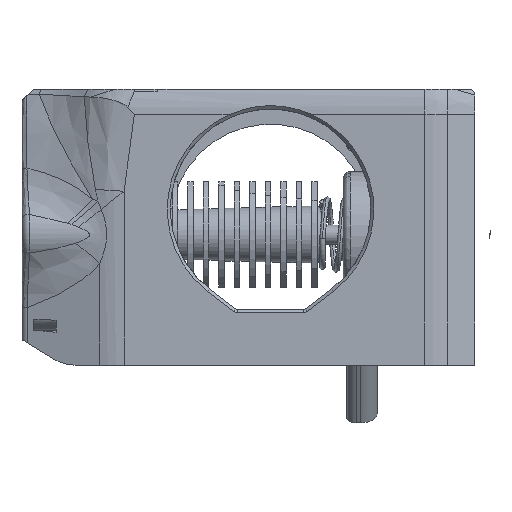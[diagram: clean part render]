
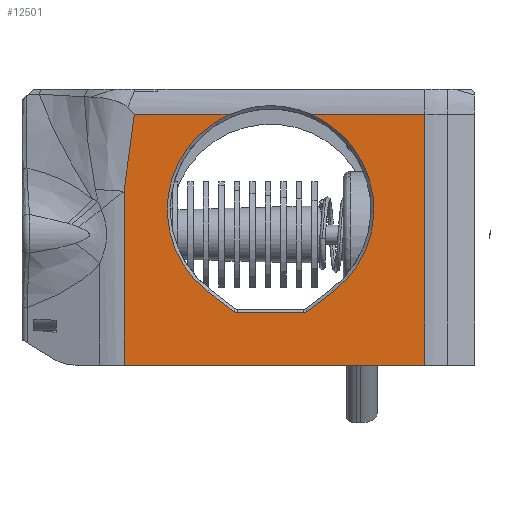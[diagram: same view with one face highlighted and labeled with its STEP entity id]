
A CAD part, left-side view. The second image highlights one B-rep face of the part: STEP entity #12501.
In plain terms, the highlighted planar face has unit normal (-1, 0, 0).
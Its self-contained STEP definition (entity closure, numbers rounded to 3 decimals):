
#592=PLANE('',#13667);
#1369=LINE('',#31306,#2049);
#1384=LINE('',#31605,#2064);
#1385=LINE('',#31610,#2065);
#1386=LINE('',#31634,#2066);
#1387=LINE('',#31636,#2067);
#1388=LINE('',#31640,#2068);
#1389=LINE('',#31644,#2069);
#1390=LINE('',#31648,#2070);
#2049=VECTOR('',#16151,1000.);
#2064=VECTOR('',#16192,1000.);
#2065=VECTOR('',#16197,1000.);
#2066=VECTOR('',#16198,1000.);
#2067=VECTOR('',#16199,1000.);
#2068=VECTOR('',#16202,1000.);
#2069=VECTOR('',#16205,1000.);
#2070=VECTOR('',#16208,1000.);
#2687=FACE_OUTER_BOUND('',#3527,.T.);
#3527=EDGE_LOOP('',(#10364,#10365,#10366,#10367,#10368,#10369,#10370,#10371,
#10372,#10373,#10374,#10375,#10376));
#4328=CIRCLE('',#13668,13.65);
#4329=CIRCLE('',#13669,0.8);
#4330=CIRCLE('',#13670,0.8);
#4331=CIRCLE('',#13671,13.65);
#4851=B_SPLINE_CURVE_WITH_KNOTS('',3,(#31612,#31613,#31614,#31615,#31616,
#31617,#31618,#31619,#31620,#31621,#31622,#31623,#31624,#31625,#31626,#31627,
#31628,#31629,#31630,#31631,#31632,#31633),.UNSPECIFIED.,.F.,.F.,(4,3,3,
3,3,3,3,4),(0.004,0.008,0.009,
0.009,0.011,0.012,0.012,
0.015),.UNSPECIFIED.);
#5981=VERTEX_POINT('',#31304);
#5982=VERTEX_POINT('',#31305);
#6016=VERTEX_POINT('',#31604);
#6017=VERTEX_POINT('',#31608);
#6018=VERTEX_POINT('',#31609);
#6019=VERTEX_POINT('',#31611);
#6020=VERTEX_POINT('',#31635);
#6021=VERTEX_POINT('',#31637);
#6022=VERTEX_POINT('',#31639);
#6023=VERTEX_POINT('',#31641);
#6024=VERTEX_POINT('',#31643);
#6025=VERTEX_POINT('',#31645);
#6026=VERTEX_POINT('',#31647);
#7528=EDGE_CURVE('',#5981,#5982,#1369,.T.);
#7577=EDGE_CURVE('',#5981,#6016,#1384,.T.);
#7579=EDGE_CURVE('',#6017,#6018,#1385,.T.);
#7580=EDGE_CURVE('',#6018,#6019,#4851,.T.);
#7581=EDGE_CURVE('',#5982,#6019,#1386,.T.);
#7582=EDGE_CURVE('',#6016,#6020,#1387,.T.);
#7583=EDGE_CURVE('',#6020,#6021,#4328,.T.);
#7584=EDGE_CURVE('',#6021,#6022,#1388,.T.);
#7585=EDGE_CURVE('',#6022,#6023,#4329,.T.);
#7586=EDGE_CURVE('',#6023,#6024,#1389,.T.);
#7587=EDGE_CURVE('',#6024,#6025,#4330,.T.);
#7588=EDGE_CURVE('',#6025,#6026,#1390,.T.);
#7589=EDGE_CURVE('',#6026,#6017,#4331,.T.);
#10364=ORIENTED_EDGE('',*,*,#7579,.T.);
#10365=ORIENTED_EDGE('',*,*,#7580,.T.);
#10366=ORIENTED_EDGE('',*,*,#7581,.F.);
#10367=ORIENTED_EDGE('',*,*,#7528,.F.);
#10368=ORIENTED_EDGE('',*,*,#7577,.T.);
#10369=ORIENTED_EDGE('',*,*,#7582,.T.);
#10370=ORIENTED_EDGE('',*,*,#7583,.T.);
#10371=ORIENTED_EDGE('',*,*,#7584,.T.);
#10372=ORIENTED_EDGE('',*,*,#7585,.T.);
#10373=ORIENTED_EDGE('',*,*,#7586,.T.);
#10374=ORIENTED_EDGE('',*,*,#7587,.T.);
#10375=ORIENTED_EDGE('',*,*,#7588,.T.);
#10376=ORIENTED_EDGE('',*,*,#7589,.T.);
#12501=ADVANCED_FACE('',(#2687),#592,.F.);
#13667=AXIS2_PLACEMENT_3D('',#31607,#16195,#16196);
#13668=AXIS2_PLACEMENT_3D('',#31638,#16200,#16201);
#13669=AXIS2_PLACEMENT_3D('',#31642,#16203,#16204);
#13670=AXIS2_PLACEMENT_3D('',#31646,#16206,#16207);
#13671=AXIS2_PLACEMENT_3D('',#31649,#16209,#16210);
#16151=DIRECTION('',(0.,1.,0.));
#16192=DIRECTION('',(0.,0.,1.));
#16195=DIRECTION('center_axis',(1.,0.,0.));
#16196=DIRECTION('ref_axis',(0.,1.,0.));
#16197=DIRECTION('',(0.,1.,0.));
#16198=DIRECTION('',(0.,0.,1.));
#16199=DIRECTION('',(0.,1.,0.));
#16200=DIRECTION('center_axis',(1.,0.,0.));
#16201=DIRECTION('ref_axis',(0.,1.,0.));
#16202=DIRECTION('',(0.,0.793,-0.609));
#16203=DIRECTION('center_axis',(1.,0.,0.));
#16204=DIRECTION('ref_axis',(0.,1.,0.));
#16205=DIRECTION('',(0.,1.,0.));
#16206=DIRECTION('center_axis',(1.,0.,0.));
#16207=DIRECTION('ref_axis',(0.,1.,0.));
#16208=DIRECTION('',(0.,0.793,0.609));
#16209=DIRECTION('center_axis',(1.,0.,0.));
#16210=DIRECTION('ref_axis',(0.,1.,0.));
#31304=CARTESIAN_POINT('',(-26.5,-53.242,-19.957));
#31305=CARTESIAN_POINT('',(-26.5,-13.491,-19.957));
#31306=CARTESIAN_POINT('',(-26.5,-53.242,-19.957));
#31604=CARTESIAN_POINT('',(-26.5,-53.242,13.189));
#31605=CARTESIAN_POINT('',(-26.5,-53.242,13.189));
#31607=CARTESIAN_POINT('Origin',(-26.5,-14.85,17.333));
#31608=CARTESIAN_POINT('',(-26.5,-27.497,13.189));
#31609=CARTESIAN_POINT('',(-26.5,-14.844,13.189));
#31610=CARTESIAN_POINT('',(-26.5,-18.259,13.189));
#31611=CARTESIAN_POINT('',(-26.5,-13.491,3.02));
#31612=CARTESIAN_POINT('Ctrl Pts',(-26.5,-14.844,13.189));
#31613=CARTESIAN_POINT('Ctrl Pts',(-26.5,-14.646,12.111));
#31614=CARTESIAN_POINT('Ctrl Pts',(-26.5,-14.464,
11.03));
#31615=CARTESIAN_POINT('Ctrl Pts',(-26.5,-14.297,
9.947));
#31616=CARTESIAN_POINT('Ctrl Pts',(-26.5,-14.239,
9.576));
#31617=CARTESIAN_POINT('Ctrl Pts',(-26.5,-14.184,
9.204));
#31618=CARTESIAN_POINT('Ctrl Pts',(-26.5,-14.131,
8.832));
#31619=CARTESIAN_POINT('Ctrl Pts',(-26.5,-14.097,
8.596));
#31620=CARTESIAN_POINT('Ctrl Pts',(-26.5,-14.063,
8.36));
#31621=CARTESIAN_POINT('Ctrl Pts',(-26.5,-14.031,
8.124));
#31622=CARTESIAN_POINT('Ctrl Pts',(-26.5,-13.949,
7.523));
#31623=CARTESIAN_POINT('Ctrl Pts',(-26.5,-13.871,
6.921));
#31624=CARTESIAN_POINT('Ctrl Pts',(-26.5,-13.801,6.318));
#31625=CARTESIAN_POINT('Ctrl Pts',(-26.5,-13.786,
6.19));
#31626=CARTESIAN_POINT('Ctrl Pts',(-26.5,-13.771,
6.062));
#31627=CARTESIAN_POINT('Ctrl Pts',(-26.5,-13.756,
5.934));
#31628=CARTESIAN_POINT('Ctrl Pts',(-26.5,-13.743,5.816));
#31629=CARTESIAN_POINT('Ctrl Pts',(-26.5,-13.73,5.697));
#31630=CARTESIAN_POINT('Ctrl Pts',(-26.5,-13.717,
5.579));
#31631=CARTESIAN_POINT('Ctrl Pts',(-26.5,-13.625,
4.728));
#31632=CARTESIAN_POINT('Ctrl Pts',(-26.5,-13.547,3.876));
#31633=CARTESIAN_POINT('Ctrl Pts',(-26.5,-13.491,3.02));
#31634=CARTESIAN_POINT('',(-26.5,-13.491,-17.667));
#31635=CARTESIAN_POINT('',(-26.5,-38.203,13.189));
#31636=CARTESIAN_POINT('',(-26.5,-18.259,13.189));
#31637=CARTESIAN_POINT('',(-26.5,-41.16,-10.197));
#31638=CARTESIAN_POINT('Origin',(-26.5,-32.85,0.633));
#31639=CARTESIAN_POINT('',(-26.5,-37.699,-12.852));
#31640=CARTESIAN_POINT('',(-26.5,-37.896,-12.701));
#31641=CARTESIAN_POINT('',(-26.5,-37.212,-13.017));
#31642=CARTESIAN_POINT('Origin',(-26.5,-37.212,-12.217));
#31643=CARTESIAN_POINT('',(-26.5,-28.488,-13.017));
#31644=CARTESIAN_POINT('',(-26.5,-14.85,-13.017));
#31645=CARTESIAN_POINT('',(-26.5,-28.001,-12.852));
#31646=CARTESIAN_POINT('Origin',(-26.5,-28.488,-12.217));
#31647=CARTESIAN_POINT('',(-26.5,-24.54,-10.197));
#31648=CARTESIAN_POINT('',(-26.5,-5.146,4.686));
#31649=CARTESIAN_POINT('Origin',(-26.5,-32.85,0.633));
